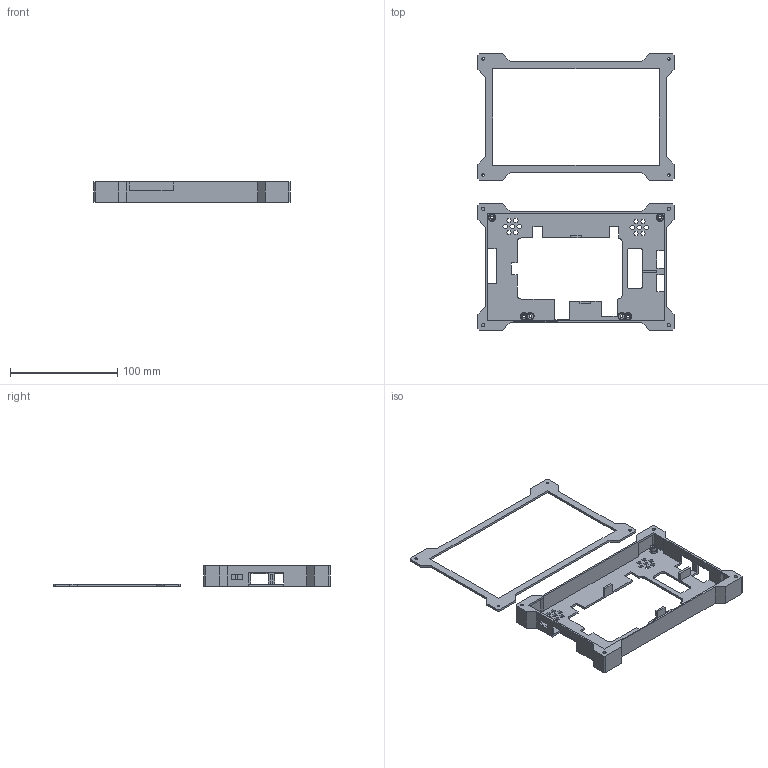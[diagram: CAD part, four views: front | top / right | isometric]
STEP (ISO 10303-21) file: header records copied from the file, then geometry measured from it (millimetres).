
FILE_DESCRIPTION(/* description */ (''),/* implementation_level */ '2;1');
FILE_NAME(/* name */ 'Raspberry_7INCH_DSI_800x480_BackCase_RevC_NoSSD_Type3_modified_with_face.step',/* time_stamp */ '2023-08-23T21:06:24-05:00',/* author */ (''),/* organization */ (''),/* preprocessor_version */ 'ST-DEVELOPER v20',/* originating_system */ 'Autodesk Translation Framework v12.9.0.99',/* authorisation */ '');
FILE_SCHEMA (('AUTOMOTIVE_DESIGN { 1 0 10303 214 3 1 1 }'));
Length unit declared in the file: millimetre
Products named in the file (1): Raspberry_7INCH_DSI_800x480_BackCase_RevC_NoSSD_Type3
Bounding box: 183 x 258 x 19 mm (x, y, z)
Volume: 60906.7 mm3; surface area: 57467.8 mm2
Topology: 2 solids, 2 shells, 303 faces, 852 edges, 568 vertices
Faces by surface type: plane 252, cylinder 51
Full cylindrical faces by diameter (mm): 2.5 x4, 2.7 x6, 3 x4, 5.1 x6, 5.5 x6, 7 x2
Entity records: 9824 total; most frequent: CARTESIAN_POINT 1724, ORIENTED_EDGE 1704, DIRECTION 1562, EDGE_CURVE 852, LINE 750, VECTOR 750, VERTEX_POINT 568, AXIS2_PLACEMENT_3D 406
